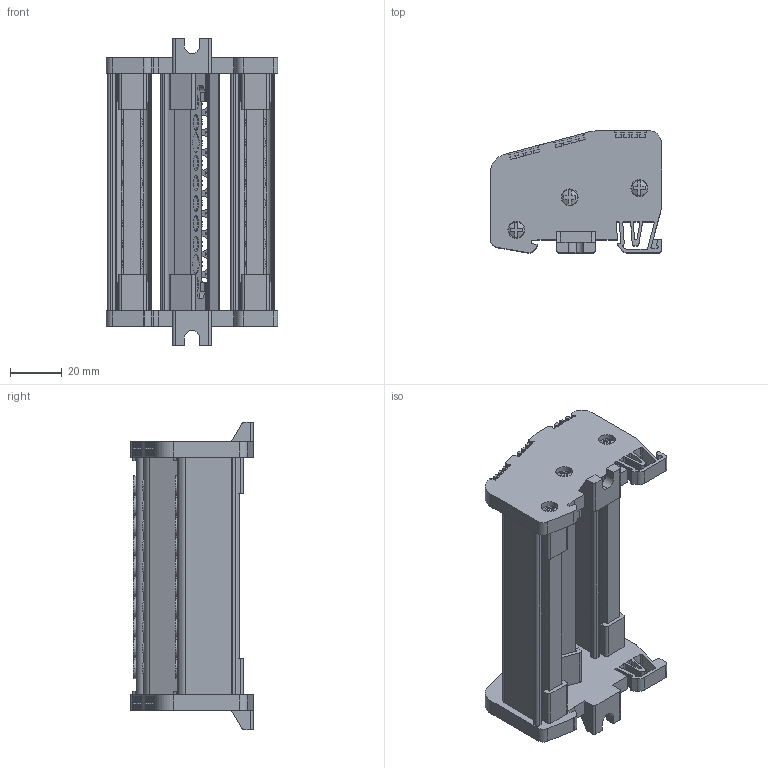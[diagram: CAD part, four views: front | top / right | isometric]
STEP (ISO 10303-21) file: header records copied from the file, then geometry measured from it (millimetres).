
FILE_DESCRIPTION (( 'STEP AP203' ), '1' );
FILE_NAME ('7x12 Üç Kutuplu Daðýtýcý Ünite - 10 Delikli.STEP', '2019-01-09T07:02:43', ( '' ), ( '' ), 'SwSTEP 2.0', 'SolidWorks 2011', '' );
FILE_SCHEMA (( 'CONFIG_CONTROL_DESIGN' ));
Products named in the file (1): 7x12 Üç Kutuplu Daðýtýcý Ünite - 10 Delikli
Bounding box: 66 x 47 x 118.5 mm (x, y, z)
Volume: 72217 mm3; surface area: 64525.9 mm2
Topology: 1 solids, 16 shells, 2626 faces, 7399 edges, 4914 vertices
Faces by surface type: plane 1294, cylinder 891, cone 363, bspline 78
Entity records: 87776 total; most frequent: CARTESIAN_POINT 18481, ORIENTED_EDGE 14798, DIRECTION 14549, EDGE_CURVE 7399, AXIS2_PLACEMENT_3D 5168, VERTEX_POINT 4914, LINE 4213, VECTOR 4213
